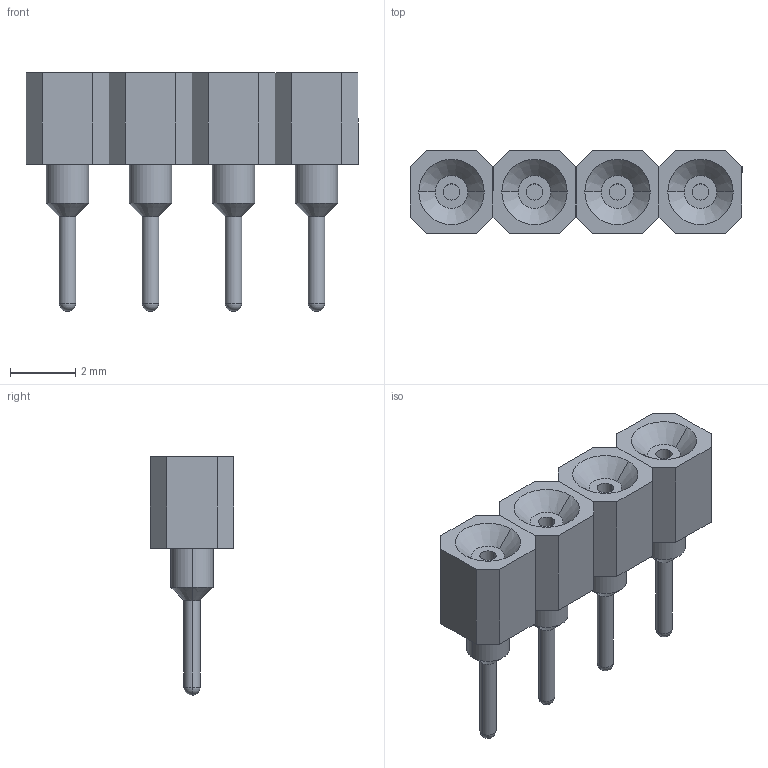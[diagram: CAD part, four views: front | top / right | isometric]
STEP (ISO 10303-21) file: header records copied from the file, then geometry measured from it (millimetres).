
FILE_DESCRIPTION((''),'2;1');
FILE_NAME('TYCO_1814655-3.stp','2009-02-18T11:44:34',(''),(''),'Mechanical Desktop 2006','Mechanical Desktop 2006',', , ');
FILE_SCHEMA(('AUTOMOTIVE_DESIGN { 1 2 10303 214 0 1 1 1 }'));
Length unit declared in the file: millimetre
Products named in the file (1): Product
Bounding box: 10.16 x 2.54 x 7.3 mm (x, y, z)
Volume: 70.9 mm3; surface area: 216.2 mm2
Topology: 12 solids, 12 shells, 104 faces, 224 edges, 140 vertices
Faces by surface type: plane 56, cylinder 24, cone 16, sphere 8
Entity records: 2781 total; most frequent: DIRECTION 498, CARTESIAN_POINT 453, ORIENTED_EDGE 424, EDGE_CURVE 212, AXIS2_PLACEMENT_3D 181, VERTEX_POINT 136, VECTOR 136, LINE 136
